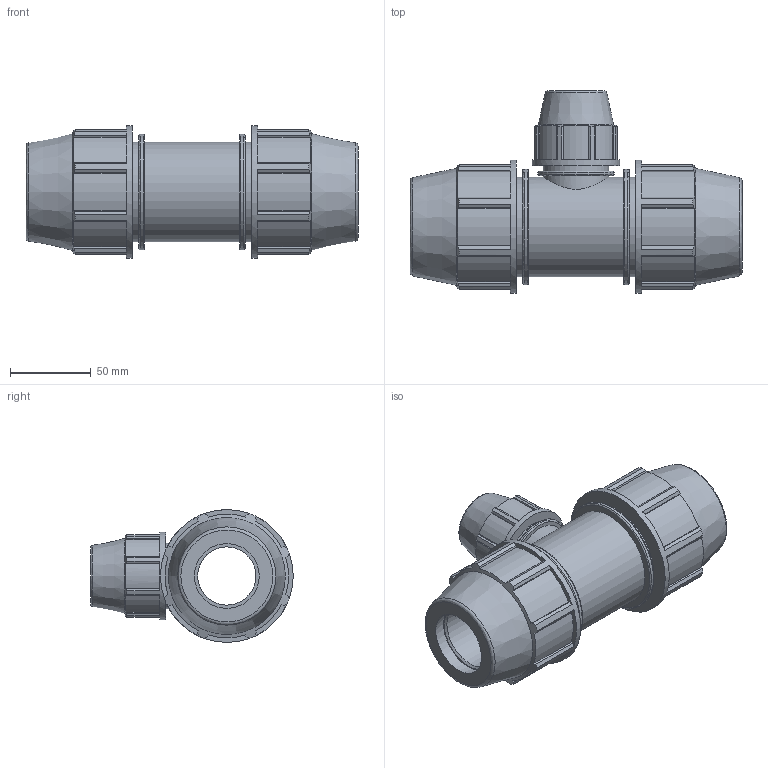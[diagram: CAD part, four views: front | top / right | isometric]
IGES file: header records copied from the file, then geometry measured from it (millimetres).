
Global section: file name: 073400040025_183400040025_0734060400250A.ipt; native system: Autodesk Inventor 2015; preprocessor: unknown; author: Кирилл,,11,0; organization: 20170224.180708; date: 20170606.172355; units: millimetre
Bounding box: 205 x 125 x 82 mm (x, y, z)
Volume: 584622.7 mm3; surface area: 101584.5 mm2
Topology: 1 solids, 1 shells, 199 faces, 566 edges, 383 vertices
Faces by surface type: plane 138, cylinder 35, revolution 20, cone 6
Full cylindrical faces by diameter (mm): 40.5 x2, 46.98 x1, 54 x1, 61.5 x3, 71.34 x2, 82 x2
